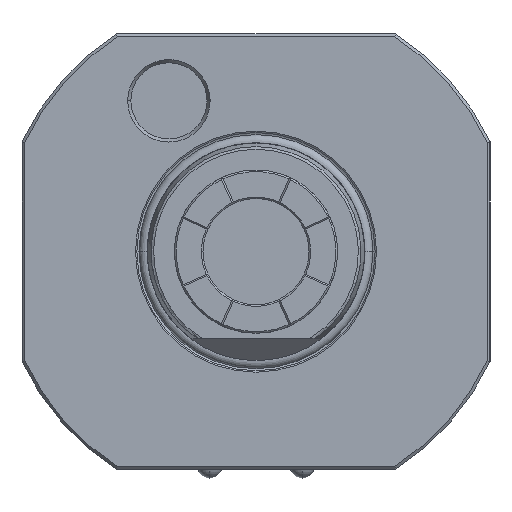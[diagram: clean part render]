
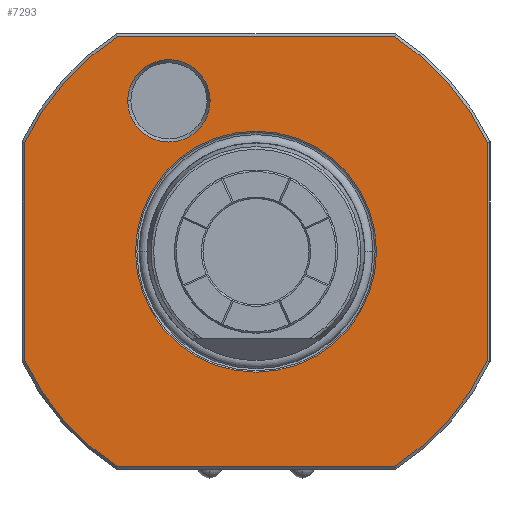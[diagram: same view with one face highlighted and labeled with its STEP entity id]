
A CAD part, left-side view. The second image highlights one B-rep face of the part: STEP entity #7293.
In plain terms, the highlighted planar face has unit normal (-1, 0, 0).
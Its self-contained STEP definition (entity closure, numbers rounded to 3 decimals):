
#230=CARTESIAN_POINT('',(-76.,0.,0.));
#231=DIRECTION('',(1.,0.,0.));
#232=DIRECTION('',(0.,-0.904,-0.427));
#233=AXIS2_PLACEMENT_3D('',#230,#231,#232);
#235=DIRECTION('',(0.,-1.,0.));
#236=VECTOR('',#235,50.942);
#237=CARTESIAN_POINT('',(-76.,25.471,-39.5));
#238=LINE('',#237,#236);
#239=CARTESIAN_POINT('',(-76.,0.,0.));
#240=DIRECTION('',(1.,0.,0.));
#241=DIRECTION('',(0.,0.542,-0.84));
#242=AXIS2_PLACEMENT_3D('',#239,#240,#241);
#244=DIRECTION('',(0.,0.,-1.));
#245=VECTOR('',#244,40.138);
#246=CARTESIAN_POINT('',(-76.,42.5,20.069));
#247=LINE('',#246,#245);
#248=CARTESIAN_POINT('',(-76.,0.,0.));
#249=DIRECTION('',(1.,0.,0.));
#250=DIRECTION('',(0.,0.904,0.427));
#251=AXIS2_PLACEMENT_3D('',#248,#249,#250);
#253=DIRECTION('',(0.,1.,0.));
#254=VECTOR('',#253,50.942);
#255=CARTESIAN_POINT('',(-76.,-25.471,39.5));
#256=LINE('',#255,#254);
#257=CARTESIAN_POINT('',(-76.,0.,0.));
#258=DIRECTION('',(1.,0.,0.));
#259=DIRECTION('',(0.,-0.542,0.84));
#260=AXIS2_PLACEMENT_3D('',#257,#258,#259);
#262=DIRECTION('',(0.,0.,1.));
#263=VECTOR('',#262,40.138);
#264=CARTESIAN_POINT('',(-76.,-42.5,
-20.069));
#265=LINE('',#264,#263);
#266=CARTESIAN_POINT('',(-76.,0.,0.));
#267=DIRECTION('',(1.,0.,0.));
#268=DIRECTION('',(0.,-1.,0.));
#269=AXIS2_PLACEMENT_3D('',#266,#267,#268);
#271=CARTESIAN_POINT('',(-76.,0.,0.));
#272=DIRECTION('',(1.,0.,0.));
#273=DIRECTION('',(0.,1.,0.));
#274=AXIS2_PLACEMENT_3D('',#271,#272,#273);
#276=CARTESIAN_POINT('',(-76.,16.,27.713));
#277=DIRECTION('',(1.,0.,0.));
#278=DIRECTION('',(0.,-1.,0.));
#279=AXIS2_PLACEMENT_3D('',#276,#277,#278);
#281=CARTESIAN_POINT('',(-76.,16.,27.713));
#282=DIRECTION('',(1.,0.,0.));
#283=DIRECTION('',(0.,1.,0.));
#284=AXIS2_PLACEMENT_3D('',#281,#282,#283);
#6381=CARTESIAN_POINT('',(-76.,-22.15,0.));
#6382=CARTESIAN_POINT('',(-76.,22.15,0.));
#6383=VERTEX_POINT('',#6381);
#6384=VERTEX_POINT('',#6382);
#6385=CARTESIAN_POINT('',(-76.,8.423,27.713));
#6386=CARTESIAN_POINT('',(-76.,23.577,27.713));
#6387=VERTEX_POINT('',#6385);
#6388=VERTEX_POINT('',#6386);
#6389=CARTESIAN_POINT('',(-76.,-42.5,-20.07));
#6390=CARTESIAN_POINT('',(-76.,-25.471,-39.5));
#6391=VERTEX_POINT('',#6389);
#6392=VERTEX_POINT('',#6390);
#6397=CARTESIAN_POINT('',(-76.,-25.471,39.5));
#6398=CARTESIAN_POINT('',(-76.,-42.5,20.07));
#6399=VERTEX_POINT('',#6397);
#6400=VERTEX_POINT('',#6398);
#6421=CARTESIAN_POINT('',(-76.,42.5,20.07));
#6422=CARTESIAN_POINT('',(-76.,25.471,39.5));
#6423=VERTEX_POINT('',#6421);
#6424=VERTEX_POINT('',#6422);
#6429=CARTESIAN_POINT('',(-76.,25.471,-39.5));
#6430=CARTESIAN_POINT('',(-76.,42.5,-20.07));
#6431=VERTEX_POINT('',#6429);
#6432=VERTEX_POINT('',#6430);
#7259=CARTESIAN_POINT('',(-76.,0.,0.));
#7260=DIRECTION('',(-1.,0.,0.));
#7261=DIRECTION('',(0.,1.,0.));
#7262=AXIS2_PLACEMENT_3D('',#7259,#7260,#7261);
#7263=PLANE('',#7262);
#7265=ORIENTED_EDGE('',*,*,#7264,.T.);
#7267=ORIENTED_EDGE('',*,*,#7266,.F.);
#7269=ORIENTED_EDGE('',*,*,#7268,.T.);
#7271=ORIENTED_EDGE('',*,*,#7270,.F.);
#7273=ORIENTED_EDGE('',*,*,#7272,.T.);
#7275=ORIENTED_EDGE('',*,*,#7274,.F.);
#7276=ORIENTED_EDGE('',*,*,#7249,.T.);
#7278=ORIENTED_EDGE('',*,*,#7277,.F.);
#7279=EDGE_LOOP('',(#7265,#7267,#7269,#7271,#7273,#7275,#7276,#7278));
#7280=FACE_OUTER_BOUND('',#7279,.F.);
#7282=ORIENTED_EDGE('',*,*,#7281,.F.);
#7284=ORIENTED_EDGE('',*,*,#7283,.F.);
#7285=EDGE_LOOP('',(#7282,#7284));
#7286=FACE_BOUND('',#7285,.F.);
#7288=ORIENTED_EDGE('',*,*,#7287,.F.);
#7290=ORIENTED_EDGE('',*,*,#7289,.F.);
#7291=EDGE_LOOP('',(#7288,#7290));
#7292=FACE_BOUND('',#7291,.F.);
#234=CIRCLE('',#233,47.001);
#243=CIRCLE('',#242,47.001);
#252=CIRCLE('',#251,47.001);
#261=CIRCLE('',#260,47.001);
#270=CIRCLE('',#269,22.15);
#275=CIRCLE('',#274,22.15);
#280=CIRCLE('',#279,7.577);
#285=CIRCLE('',#284,7.577);
#7249=EDGE_CURVE('',#6399,#6400,#261,.T.);
#7264=EDGE_CURVE('',#6391,#6392,#234,.T.);
#7266=EDGE_CURVE('',#6431,#6392,#238,.T.);
#7268=EDGE_CURVE('',#6431,#6432,#243,.T.);
#7270=EDGE_CURVE('',#6423,#6432,#247,.T.);
#7272=EDGE_CURVE('',#6423,#6424,#252,.T.);
#7274=EDGE_CURVE('',#6399,#6424,#256,.T.);
#7277=EDGE_CURVE('',#6391,#6400,#265,.T.);
#7281=EDGE_CURVE('',#6383,#6384,#270,.T.);
#7283=EDGE_CURVE('',#6384,#6383,#275,.T.);
#7287=EDGE_CURVE('',#6387,#6388,#280,.T.);
#7289=EDGE_CURVE('',#6388,#6387,#285,.T.);
#7293=ADVANCED_FACE('',(#7280,#7286,#7292),#7263,.T.);
